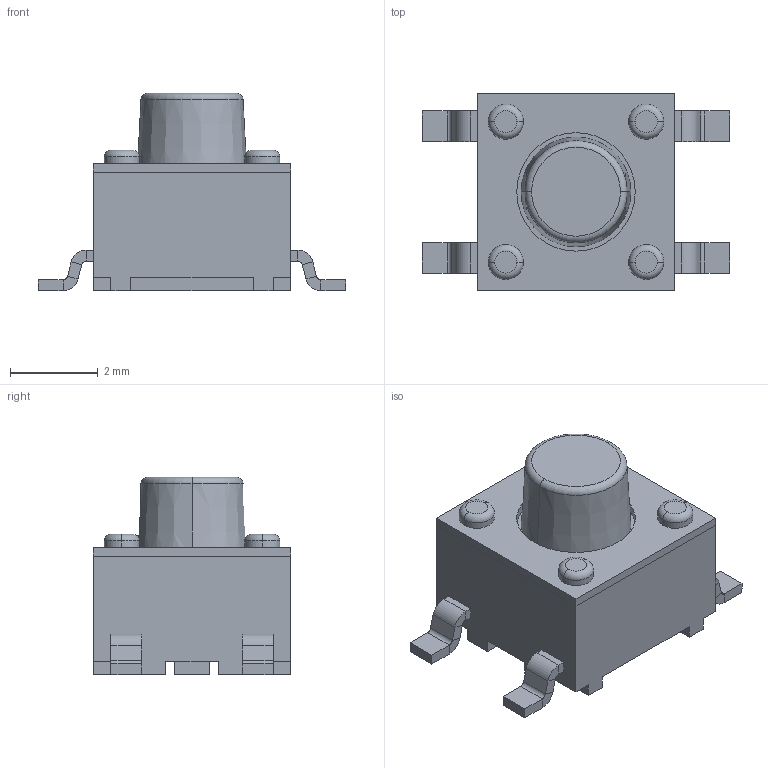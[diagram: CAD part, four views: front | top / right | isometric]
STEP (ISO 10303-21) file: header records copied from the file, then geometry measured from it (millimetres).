
FILE_DESCRIPTION (( 'STEP AP214' ), '1' );
FILE_NAME ('SW-SMD_4P-L4.5-W4.5-P3.00-LS7.0_TS-1009S-03826.step', '2024-08-16T02:28:45', ( '' ), ( '' ), 'SwSTEP 2.0', 'SolidWorks 2021', '' );
FILE_SCHEMA (( 'AUTOMOTIVE_DESIGN' ));
Length unit declared in the file: millimetre
Products named in the file (1): SW-SMD_4P-L4.5-W4.5-P3.00-LS7.0_TS-1009S-03826
Bounding box: 7 x 4.5 x 4.5 mm (x, y, z)
Volume: 64 mm3; surface area: 166.1 mm2
Topology: 3 solids, 3 shells, 387 faces, 979 edges, 628 vertices
Faces by surface type: plane 251, bspline 98, cylinder 26, torus 10, cone 2
Entity records: 16282 total; most frequent: CARTESIAN_POINT 3301, ORIENTED_EDGE 1958, DIRECTION 1435, EDGE_CURVE 979, LINE 703, VECTOR 703, VERTEX_POINT 628, EDGE_LOOP 419
